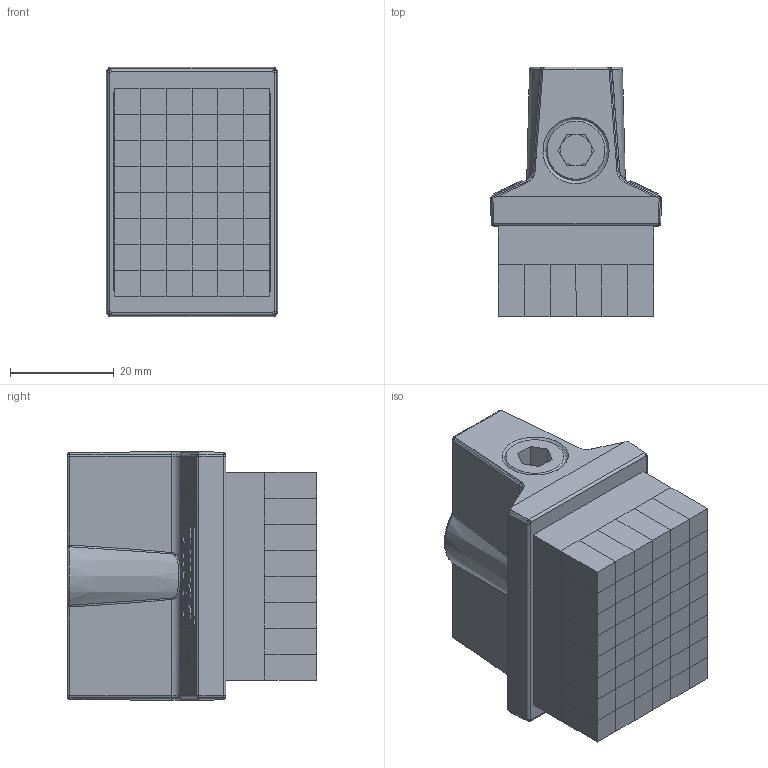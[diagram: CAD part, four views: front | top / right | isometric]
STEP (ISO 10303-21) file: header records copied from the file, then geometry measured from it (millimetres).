
FILE_DESCRIPTION(/* description */ ('Schmierbürste Schaumstoff bis +80 °C 40 x 30 mm G1/4i'),/* implementation_level */ '2;1');
FILE_NAME(/* name */ 'anbue51_117435.stp',/* time_stamp */ '2022-07-29T08:06:38+02:00',/* author */ ('002245'),/* organization */ (''),/* preprocessor_version */ 'ST-DEVELOPER v18.1',/* originating_system */ 'Autodesk Inventor 2022',/* authorisation */ '');
FILE_SCHEMA (('CONFIG_CONTROL_DESIGN'));
Length unit declared in the file: millimetre
Products named in the file (5): anbue51; anbue48; anbue48_P01; anbue48_p02; anvsr01
Assembly tree (4 placements, depth 3):
  anbue51
    anbue48
      anbue48_P01
      anbue48_p02
    anvsr01
Bounding box: 32.99 x 48 x 48 mm (x, y, z)
Volume: 46784.9 mm3; surface area: 14872.1 mm2
Topology: 3 solids, 3 shells, 516 faces, 1268 edges, 790 vertices
Faces by surface type: plane 273, bspline 141, cylinder 69, sphere 14, cone 12, torus 7
Full cylindrical faces by diameter (mm): 2 x4, 5 x2, 6 x2, 11.445 x2, 13.16 x1
Entity records: 19071 total; most frequent: CARTESIAN_POINT 6980, ORIENTED_EDGE 2534, DIRECTION 2085, EDGE_CURVE 1267, VERTEX_POINT 790, LINE 769, VECTOR 769, AXIS2_PLACEMENT_3D 658
